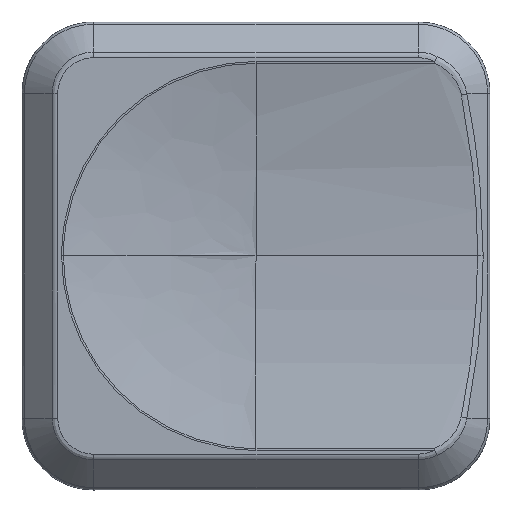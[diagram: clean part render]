
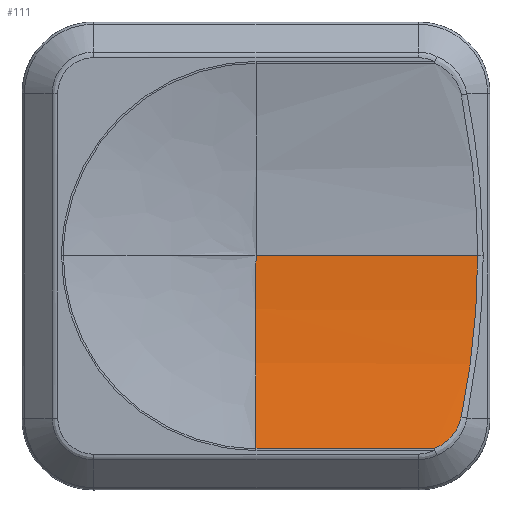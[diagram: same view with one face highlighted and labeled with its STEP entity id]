
A CAD part, top view. The second image highlights one B-rep face of the part: STEP entity #111.
In plain terms, the highlighted free-form (B-spline) face has degree [2, 1] with [3, 2] control points.
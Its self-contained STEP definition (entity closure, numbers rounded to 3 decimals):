
#111=ADVANCED_FACE('',(#205),#1377,.T.);
#205=FACE_OUTER_BOUND('',#302,.T.);
#302=EDGE_LOOP('',(#726,#727,#728,#729,#730));
#726=ORIENTED_EDGE('',*,*,#943,.F.);
#727=ORIENTED_EDGE('',*,*,#846,.F.);
#728=ORIENTED_EDGE('',*,*,#935,.F.);
#729=ORIENTED_EDGE('',*,*,#742,.F.);
#730=ORIENTED_EDGE('',*,*,#733,.F.);
#733=EDGE_CURVE('',#1161,#1162,#1052,.T.);
#742=EDGE_CURVE('',#1162,#1169,#1060,.T.);
#846=EDGE_CURVE('',#1249,#1247,#1093,.T.);
#935=EDGE_CURVE('',#1169,#1249,#1153,.T.);
#943=EDGE_CURVE('',#1247,#1161,#1158,.T.);
#1052=(
BOUNDED_CURVE()
B_SPLINE_CURVE(3,(#2097,#2098,#2099,#2100,#2101,#2102,#2103),
 .UNSPECIFIED.,.F.,.F.)
B_SPLINE_CURVE_WITH_KNOTS((4,3,4),(-6.37,-2.19,
-0.037),.UNSPECIFIED.)
CURVE()
GEOMETRIC_REPRESENTATION_ITEM()
RATIONAL_B_SPLINE_CURVE((1.,1.,1.,1.,1.,1.,1.))
REPRESENTATION_ITEM('')
);
#1060=(
BOUNDED_CURVE()
B_SPLINE_CURVE(3,(#2143,#2144,#2145,#2146,#2147),.UNSPECIFIED.,.F.,.F.)
B_SPLINE_CURVE_WITH_KNOTS((4,1,4),(0.,0.861,1.719),
 .UNSPECIFIED.)
CURVE()
GEOMETRIC_REPRESENTATION_ITEM()
RATIONAL_B_SPLINE_CURVE((1.,1.,1.,1.,1.))
REPRESENTATION_ITEM('')
);
#1093=(
BOUNDED_CURVE()
B_SPLINE_CURVE(2,(#2520,#2521,#2522),.UNSPECIFIED.,.F.,.F.)
B_SPLINE_CURVE_WITH_KNOTS((3,3),(0.092,7.517),
 .UNSPECIFIED.)
CURVE()
GEOMETRIC_REPRESENTATION_ITEM()
RATIONAL_B_SPLINE_CURVE((1.,1.,1.))
REPRESENTATION_ITEM('')
);
#1153=(
BOUNDED_CURVE()
B_SPLINE_CURVE(1,(#2755,#2756),.UNSPECIFIED.,.F.,.F.)
B_SPLINE_CURVE_WITH_KNOTS((2,2),(0.,6.869),.UNSPECIFIED.)
CURVE()
GEOMETRIC_REPRESENTATION_ITEM()
RATIONAL_B_SPLINE_CURVE((1.,1.))
REPRESENTATION_ITEM('')
);
#1158=(
BOUNDED_CURVE()
B_SPLINE_CURVE(1,(#2776,#2777),.UNSPECIFIED.,.F.,.F.)
B_SPLINE_CURVE_WITH_KNOTS((2,2),(0.,8.526),.UNSPECIFIED.)
CURVE()
GEOMETRIC_REPRESENTATION_ITEM()
RATIONAL_B_SPLINE_CURVE((1.,1.))
REPRESENTATION_ITEM('')
);
#1161=VERTEX_POINT('',#1964);
#1162=VERTEX_POINT('',#1965);
#1169=VERTEX_POINT('',#1972);
#1247=VERTEX_POINT('',#2050);
#1249=VERTEX_POINT('',#2052);
#1377=(
BOUNDED_SURFACE()
B_SPLINE_SURFACE(2,1,((#1956,#1957),(#1958,#1959),(#1960,#1961)),
 .UNSPECIFIED.,.F.,.F.,.F.)
B_SPLINE_SURFACE_WITH_KNOTS((3,3),(2,2),(-7.517,-0.092),
(0.,14.63),.UNSPECIFIED.)
GEOMETRIC_REPRESENTATION_ITEM()
RATIONAL_B_SPLINE_SURFACE(((1.,1.),(1.,1.),(1.,1.)))
REPRESENTATION_ITEM('')
SURFACE()
);
#1956=CARTESIAN_POINT('',(62.24,-25.147,8.338));
#1957=CARTESIAN_POINT('',(76.869,-25.147,8.338));
#1958=CARTESIAN_POINT('',(62.24,-28.852,8.338));
#1959=CARTESIAN_POINT('',(76.869,-28.852,8.338));
#1960=CARTESIAN_POINT('',(62.24,-32.556,9.23));
#1961=CARTESIAN_POINT('',(76.869,-32.556,9.23));
#1964=CARTESIAN_POINT('',(70.765,-25.147,8.338));
#1965=CARTESIAN_POINT('',(70.137,-31.338,8.961));
#1972=CARTESIAN_POINT('',(69.108,-32.556,9.23));
#2050=CARTESIAN_POINT('',(62.24,-25.147,8.338));
#2052=CARTESIAN_POINT('',(62.24,-32.556,9.23));
#2097=CARTESIAN_POINT('',(70.765,-25.147,8.338));
#2098=CARTESIAN_POINT('',(70.766,-26.527,8.337));
#2099=CARTESIAN_POINT('',(70.671,-27.906,8.432));
#2100=CARTESIAN_POINT('',(70.488,-29.262,8.613));
#2101=CARTESIAN_POINT('',(70.393,-29.961,8.706));
#2102=CARTESIAN_POINT('',(70.276,-30.654,8.823));
#2103=CARTESIAN_POINT('',(70.137,-31.338,8.961));
#2143=CARTESIAN_POINT('',(70.137,-31.338,8.961));
#2144=CARTESIAN_POINT('',(70.082,-31.608,9.015));
#2145=CARTESIAN_POINT('',(69.835,-32.117,9.125));
#2146=CARTESIAN_POINT('',(69.37,-32.454,9.205));
#2147=CARTESIAN_POINT('',(69.108,-32.556,9.23));
#2520=CARTESIAN_POINT('',(62.24,-32.556,9.23));
#2521=CARTESIAN_POINT('',(62.24,-28.852,8.338));
#2522=CARTESIAN_POINT('',(62.24,-25.147,8.338));
#2755=CARTESIAN_POINT('',(69.108,-32.556,9.23));
#2756=CARTESIAN_POINT('',(62.24,-32.556,9.23));
#2776=CARTESIAN_POINT('',(62.24,-25.147,8.338));
#2777=CARTESIAN_POINT('',(70.765,-25.147,8.338));
